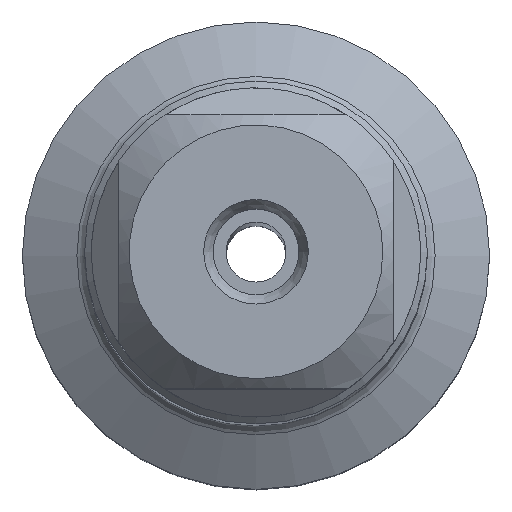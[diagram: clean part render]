
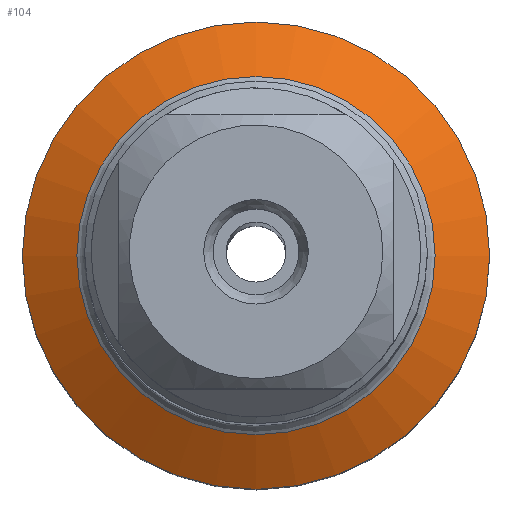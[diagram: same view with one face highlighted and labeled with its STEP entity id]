
A CAD part, top view. The second image highlights one B-rep face of the part: STEP entity #104.
In plain terms, the highlighted conical face has half-angle 60 degrees and reference radius 9.85 mm.
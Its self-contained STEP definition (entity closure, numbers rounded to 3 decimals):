
#91=CONICAL_SURFACE('',#500,9.85,60.);
#104=ADVANCED_FACE('',(#146,#147),#91,.T.);
#146=FACE_BOUND('',#192,.T.);
#147=FACE_BOUND('',#193,.T.);
#192=EDGE_LOOP('',(#246));
#193=EDGE_LOOP('',(#247));
#246=ORIENTED_EDGE('',*,*,#375,.T.);
#247=ORIENTED_EDGE('',*,*,#376,.F.);
#337=VERTEX_POINT('',#742);
#338=VERTEX_POINT('',#744);
#375=EDGE_CURVE('',#337,#337,#421,.T.);
#376=EDGE_CURVE('',#338,#338,#422,.T.);
#421=CIRCLE('',#498,10.45);
#422=CIRCLE('',#499,13.634);
#498=AXIS2_PLACEMENT_3D('',#741,#575,#576);
#499=AXIS2_PLACEMENT_3D('',#743,#577,#578);
#500=AXIS2_PLACEMENT_3D('',#745,#579,#580);
#575=DIRECTION('',(0.,0.,-1.));
#576=DIRECTION('',(-1.,0.,0.));
#577=DIRECTION('',(0.,0.,-1.));
#578=DIRECTION('',(-1.,0.,0.));
#579=DIRECTION('',(0.,0.,-1.));
#580=DIRECTION('',(-1.,0.,0.));
#741=CARTESIAN_POINT('',(0.,0.,-128.162));
#742=CARTESIAN_POINT('',(-10.45,0.,-128.162));
#743=CARTESIAN_POINT('',(0.,0.,-130.));
#744=CARTESIAN_POINT('',(-13.634,0.,-130.));
#745=CARTESIAN_POINT('',(0.,0.,-127.815));
